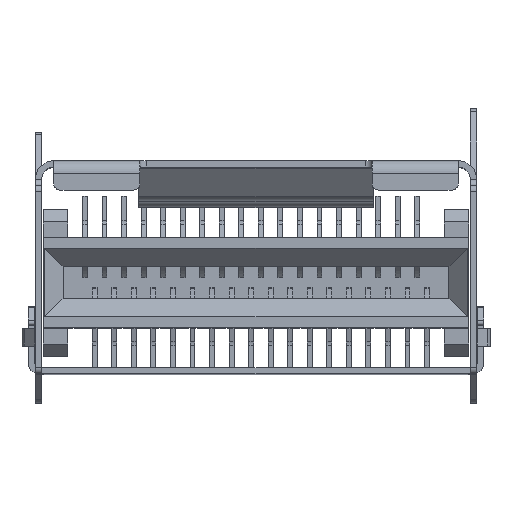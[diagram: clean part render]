
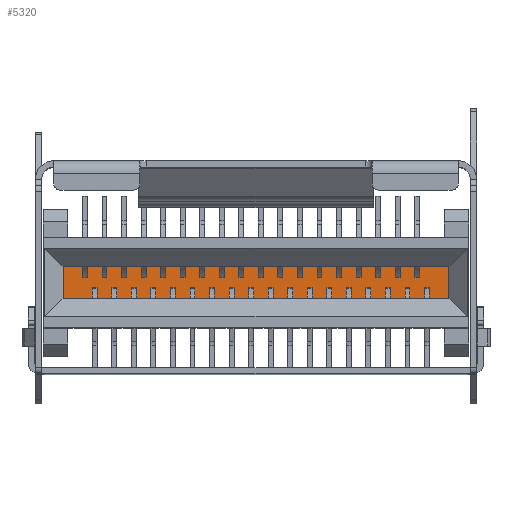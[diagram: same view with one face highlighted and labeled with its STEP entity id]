
A CAD part, top view. The second image highlights one B-rep face of the part: STEP entity #5320.
In plain terms, the highlighted planar face has unit normal (0, 0, 1).
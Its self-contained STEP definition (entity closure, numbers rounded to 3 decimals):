
#4633 = VERTEX_POINT('',#4634);
#4634 = CARTESIAN_POINT('',(7.9,-0.455,2.82));
#4640 = EDGE_CURVE('',#4633,#4641,#4643,.T.);
#4641 = VERTEX_POINT('',#4642);
#4642 = CARTESIAN_POINT('',(-7.9,-0.455,2.82));
#4643 = LINE('',#4644,#4645);
#4644 = CARTESIAN_POINT('',(7.9,-0.455,2.82));
#4645 = VECTOR('',#4646,1.);
#4646 = DIRECTION('',(-1.,0.,0.));
#5302 = EDGE_CURVE('',#4641,#5303,#5305,.T.);
#5303 = VERTEX_POINT('',#5304);
#5304 = CARTESIAN_POINT('',(-7.9,-1.765,2.82));
#5305 = LINE('',#5306,#5307);
#5306 = CARTESIAN_POINT('',(-7.9,-0.455,2.82));
#5307 = VECTOR('',#5308,1.);
#5308 = DIRECTION('',(0.,-1.,0.));
#5320 = ADVANCED_FACE('',(#5321),#5339,.T.);
#5321 = FACE_BOUND('',#5322,.F.);
#5322 = EDGE_LOOP('',(#5323,#5324,#5325,#5333));
#5323 = ORIENTED_EDGE('',*,*,#5302,.F.);
#5324 = ORIENTED_EDGE('',*,*,#4640,.F.);
#5325 = ORIENTED_EDGE('',*,*,#5326,.F.);
#5326 = EDGE_CURVE('',#5327,#4633,#5329,.T.);
#5327 = VERTEX_POINT('',#5328);
#5328 = CARTESIAN_POINT('',(7.9,-1.765,2.82));
#5329 = LINE('',#5330,#5331);
#5330 = CARTESIAN_POINT('',(7.9,-1.765,2.82));
#5331 = VECTOR('',#5332,1.);
#5332 = DIRECTION('',(0.,1.,0.));
#5333 = ORIENTED_EDGE('',*,*,#5334,.F.);
#5334 = EDGE_CURVE('',#5303,#5327,#5335,.T.);
#5335 = LINE('',#5336,#5337);
#5336 = CARTESIAN_POINT('',(-7.9,-1.765,2.82));
#5337 = VECTOR('',#5338,1.);
#5338 = DIRECTION('',(1.,0.,0.));
#5339 = PLANE('',#5340);
#5340 = AXIS2_PLACEMENT_3D('',#5341,#5342,#5343);
#5341 = CARTESIAN_POINT('',(-8.7,-1.11,2.82));
#5342 = DIRECTION('',(0.,0.,1.));
#5343 = DIRECTION('',(1.,0.,0.));
